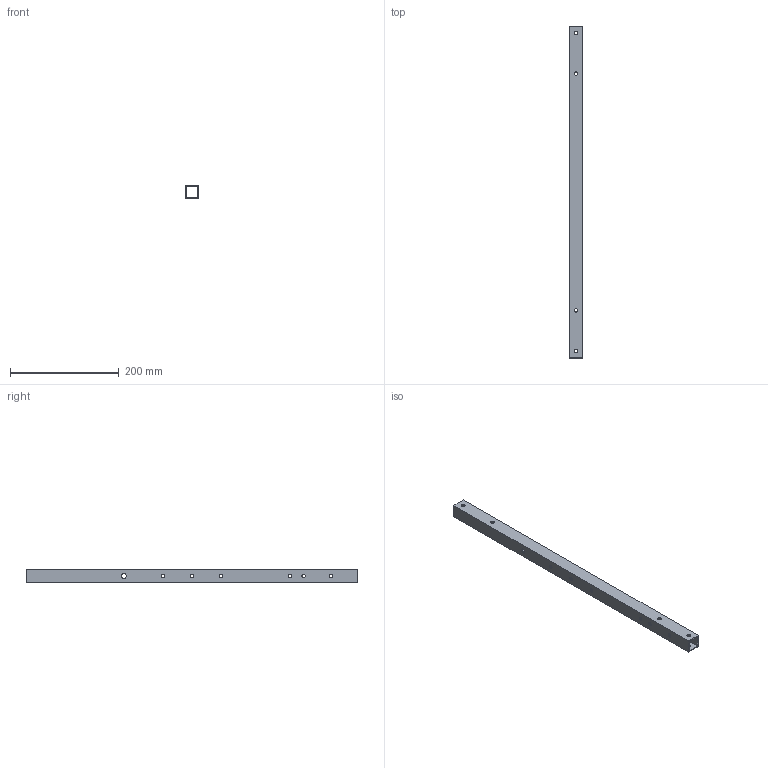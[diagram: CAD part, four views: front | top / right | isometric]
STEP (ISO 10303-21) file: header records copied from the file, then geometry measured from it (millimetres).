
FILE_DESCRIPTION(('FreeCAD Model'),'2;1');
FILE_NAME('Open CASCADE Shape Model','2025-09-13T16:25:20',(''),(''), 'Open CASCADE STEP processor 7.6','FreeCAD','Unknown');
FILE_SCHEMA(('AUTOMOTIVE_DESIGN { 1 0 10303 214 1 1 1 1 }'));
Length unit declared in the file: millimetre
Products named in the file (1): L101
Bounding box: 25 x 610 x 25 mm (x, y, z)
Volume: 110658.1 mm3; surface area: 112014.6 mm2
Topology: 1 solids, 1 shells, 100 faces, 276 edges, 184 vertices
Faces by surface type: plane 42, extrusion 36, cylinder 22
Full cylindrical faces by diameter (mm): 6.5 x20, 8.5 x2
Entity records: 3338 total; most frequent: CARTESIAN_POINT 777, ORIENTED_EDGE 552, DIRECTION 414, EDGE_CURVE 276, VECTOR 196, VERTEX_POINT 184, LINE 160, FACE_BOUND 152
